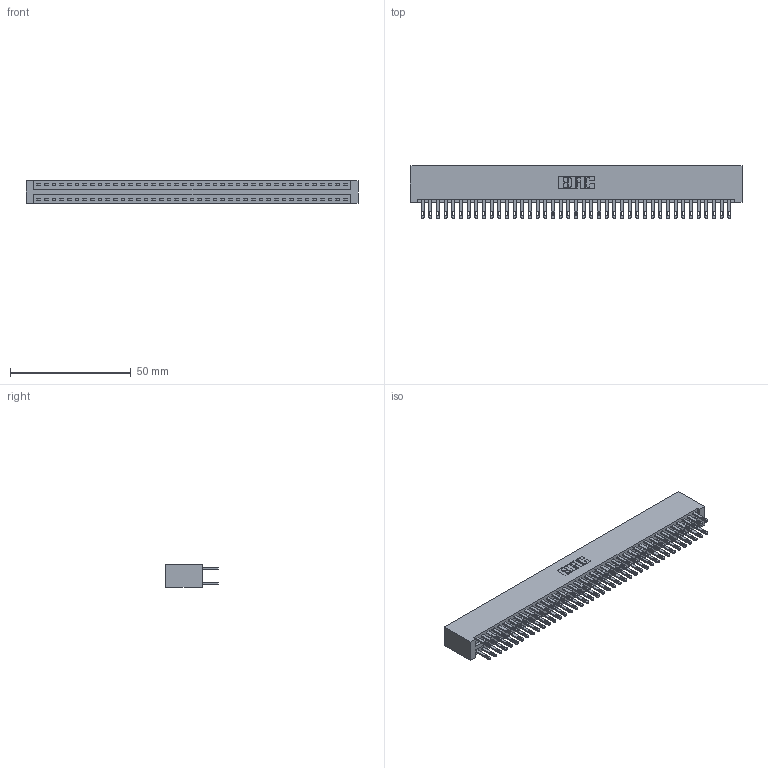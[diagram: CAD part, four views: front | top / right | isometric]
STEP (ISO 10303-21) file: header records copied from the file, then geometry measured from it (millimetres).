
FILE_DESCRIPTION (( 'STEP AP203' ), '1' );
FILE_NAME ('346-082-500-201.STEP', '2018-08-29T08:39:49', ( '' ), ( '' ), 'SwSTEP 2.0', 'SolidWorks 2016', '' );
FILE_SCHEMA (( 'CONFIG_CONTROL_DESIGN' ));
Length unit declared in the file: inch
Products named in the file (3): 346-082-500-201; 346 Part_No Mounting Lugs; 345-292-001_345-293-100
Assembly tree (83 placements, depth 2):
  346-082-500-201
    346 Part_No Mounting Lugs
    345-292-001_345-293-100  x82
Bounding box: 137.41 x 21.84 x 9.4 mm (x, y, z)
Volume: 14215.7 mm3; surface area: 20546.1 mm2
Topology: 83 solids, 83 shells, 4050 faces, 12359 edges, 8238 vertices
Faces by surface type: plane 2450, cylinder 1600
Entity records: 26545 total; most frequent: CARTESIAN_POINT 4372, ORIENTED_EDGE 4306, DIRECTION 3901, EDGE_CURVE 2153, VECTOR 1861, LINE 1861, VERTEX_POINT 1434, AXIS2_PLACEMENT_3D 1020
